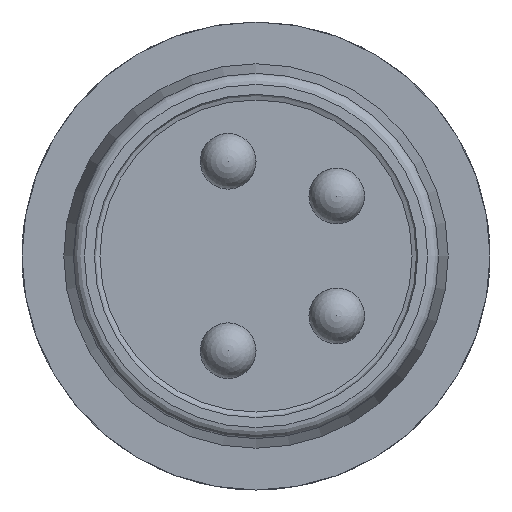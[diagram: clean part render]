
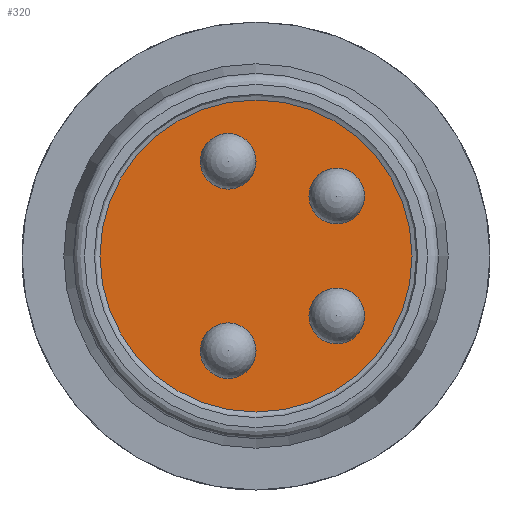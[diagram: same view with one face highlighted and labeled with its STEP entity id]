
A CAD part, front view. The second image highlights one B-rep face of the part: STEP entity #320.
In plain terms, the highlighted planar face has unit normal (0, -1, 0).
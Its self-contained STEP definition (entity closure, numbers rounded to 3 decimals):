
#225=PLANE('',#2386);
#320=ADVANCED_FACE('',(#430,#431,#432,#433,#434),#225,.F.);
#430=FACE_BOUND('',#573,.T.);
#431=FACE_BOUND('',#574,.T.);
#432=FACE_BOUND('',#575,.T.);
#433=FACE_BOUND('',#576,.T.);
#434=FACE_BOUND('',#577,.T.);
#573=EDGE_LOOP('',(#977));
#574=EDGE_LOOP('',(#978));
#575=EDGE_LOOP('',(#979));
#576=EDGE_LOOP('',(#980));
#577=EDGE_LOOP('',(#981));
#977=ORIENTED_EDGE('',*,*,#1334,.T.);
#978=ORIENTED_EDGE('',*,*,#1338,.F.);
#979=ORIENTED_EDGE('',*,*,#1146,.F.);
#980=ORIENTED_EDGE('',*,*,#1337,.F.);
#981=ORIENTED_EDGE('',*,*,#1144,.F.);
#998=VERTEX_POINT('',#3074);
#1000=VERTEX_POINT('',#3079);
#1132=VERTEX_POINT('',#4537);
#1135=VERTEX_POINT('',#4548);
#1136=VERTEX_POINT('',#4551);
#1144=EDGE_CURVE('',#998,#998,#1418,.T.);
#1146=EDGE_CURVE('',#1000,#1000,#1420,.T.);
#1334=EDGE_CURVE('',#1132,#1132,#1486,.T.);
#1337=EDGE_CURVE('',#1135,#1135,#1489,.T.);
#1338=EDGE_CURVE('',#1136,#1136,#1490,.T.);
#1418=CIRCLE('',#2222,0.5);
#1420=CIRCLE('',#2225,0.5);
#1486=CIRCLE('',#2374,2.8);
#1489=CIRCLE('',#2382,0.5);
#1490=CIRCLE('',#2384,0.5);
#2222=AXIS2_PLACEMENT_3D('',#3073,#2488,#2489);
#2225=AXIS2_PLACEMENT_3D('',#3078,#2494,#2495);
#2374=AXIS2_PLACEMENT_3D('',#4536,#2872,#2873);
#2382=AXIS2_PLACEMENT_3D('',#4547,#2888,#2889);
#2384=AXIS2_PLACEMENT_3D('',#4550,#2892,#2893);
#2386=AXIS2_PLACEMENT_3D('',#4553,#2896,#2897);
#2488=DIRECTION('',(0.,-1.,0.));
#2489=DIRECTION('',(-1.,0.,0.));
#2494=DIRECTION('',(0.,-1.,0.));
#2495=DIRECTION('',(-1.,0.,0.));
#2872=DIRECTION('',(0.,-1.,0.));
#2873=DIRECTION('',(-1.,0.,0.));
#2888=DIRECTION('',(0.,-1.,0.));
#2889=DIRECTION('',(-1.,0.,0.));
#2892=DIRECTION('',(0.,-1.,0.));
#2893=DIRECTION('',(-1.,0.,0.));
#2896=DIRECTION('',(0.,1.,0.));
#2897=DIRECTION('',(-1.,0.,0.));
#3073=CARTESIAN_POINT('',(51.45,19.15,32.425));
#3074=CARTESIAN_POINT('',(50.95,19.15,32.425));
#3078=CARTESIAN_POINT('',(49.5,19.15,33.05));
#3079=CARTESIAN_POINT('',(49.,19.15,33.05));
#4536=CARTESIAN_POINT('',(50.,19.15,31.35));
#4537=CARTESIAN_POINT('',(47.2,19.15,31.35));
#4547=CARTESIAN_POINT('',(51.45,19.15,30.275));
#4548=CARTESIAN_POINT('',(50.95,19.15,30.275));
#4550=CARTESIAN_POINT('',(49.5,19.15,29.65));
#4551=CARTESIAN_POINT('',(49.,19.15,29.65));
#4553=CARTESIAN_POINT('',(50.,19.15,31.35));
